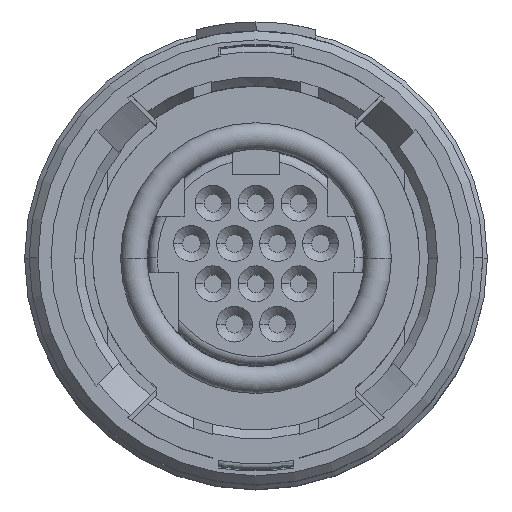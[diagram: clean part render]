
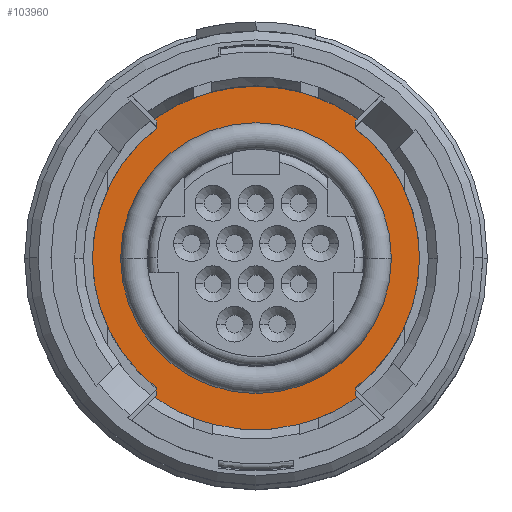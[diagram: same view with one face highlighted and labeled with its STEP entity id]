
A CAD part, top view. The second image highlights one B-rep face of the part: STEP entity #103960.
In plain terms, the highlighted planar face has unit normal (0, 0, 1).
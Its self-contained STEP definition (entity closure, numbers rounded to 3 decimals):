
#36990=CARTESIAN_POINT('',(3.324,-4.597,-7.));
#37000=VERTEX_POINT('',#36990);
#37030=CARTESIAN_POINT('',(3.662,0.,-7.));
#37040=DIRECTION('',(0.073,0.997,0.));
#37050=VECTOR('',#37040,1.);
#37060=LINE('',#37030,#37050);
#37070=CARTESIAN_POINT('',(3.343,-4.336,-7.));
#37080=VERTEX_POINT('',#37070);
#37090=EDGE_CURVE('',#37000,#37080,#37060,.T.);
#38110=CARTESIAN_POINT('',(3.387,-4.659,-7.));
#38120=VERTEX_POINT('',#38110);
#38150=CARTESIAN_POINT('',(0.,-1.273,-7.));
#38160=DIRECTION('',(-0.707,0.707,0.));
#38170=VECTOR('',#38160,1.);
#38180=LINE('',#38150,#38170);
#38190=EDGE_CURVE('',#38120,#37000,#38180,.T.);
#38660=CARTESIAN_POINT('',(-3.324,-4.597,-7.));
#38670=VERTEX_POINT('',#38660);
#38700=CARTESIAN_POINT('',(0.,-1.273,-7.));
#38710=DIRECTION('',(-0.707,-0.707,0.));
#38720=VECTOR('',#38710,1.);
#38730=LINE('',#38700,#38720);
#38740=CARTESIAN_POINT('',(-3.387,-4.659,-7.));
#38750=VERTEX_POINT('',#38740);
#38760=EDGE_CURVE('',#38670,#38750,#38730,.T.);
#48320=CARTESIAN_POINT('',(0.,0.,-7.));
#48330=DIRECTION('',(0.,0.,1.));
#48340=DIRECTION('',(1.,0.,0.));
#48350=AXIS2_PLACEMENT_3D('',#48320,#48330,#48340);
#48360=CIRCLE('',#48350,5.76);
#48370=EDGE_CURVE('',#38750,#38120,#48360,.T.);
#49140=CARTESIAN_POINT('',(-5.475,0.,-7.));
#49150=VERTEX_POINT('',#49140);
#49180=CARTESIAN_POINT('',(0.,0.,-7.));
#49190=DIRECTION('',(0.,0.,1.));
#49200=DIRECTION('',(1.,0.,0.));
#49210=AXIS2_PLACEMENT_3D('',#49180,#49190,#49200);
#49220=CIRCLE('',#49210,5.475);
#49230=CARTESIAN_POINT('',(-3.343,-4.336,-7.));
#49240=VERTEX_POINT('',#49230);
#49250=EDGE_CURVE('',#49150,#49240,#49220,.T.);
#49430=CARTESIAN_POINT('',(0.,0.,-7.));
#49440=DIRECTION('',(0.,0.,1.));
#49450=DIRECTION('',(1.,0.,0.));
#49460=AXIS2_PLACEMENT_3D('',#49430,#49440,#49450);
#49470=CIRCLE('',#49460,5.475);
#49480=CARTESIAN_POINT('',(5.475,0.,-7.));
#49490=VERTEX_POINT('',#49480);
#49500=EDGE_CURVE('',#37080,#49490,#49470,.T.);
#89010=CARTESIAN_POINT('',(3.662,0.,-7.));
#89020=DIRECTION('',(0.073,-0.997,0.));
#89030=VECTOR('',#89020,1.);
#89040=LINE('',#89010,#89030);
#89050=CARTESIAN_POINT('',(3.324,4.597,-7.));
#89060=VERTEX_POINT('',#89050);
#89070=CARTESIAN_POINT('',(3.343,4.336,-7.));
#89080=VERTEX_POINT('',#89070);
#89090=EDGE_CURVE('',#89060,#89080,#89040,.T.);
#92670=CARTESIAN_POINT('',(-3.324,4.597,-7.));
#92680=VERTEX_POINT('',#92670);
#92710=CARTESIAN_POINT('',(-3.662,0.,-7.));
#92720=DIRECTION('',(-0.073,-0.997,0.));
#92730=VECTOR('',#92720,1.);
#92740=LINE('',#92710,#92730);
#92750=CARTESIAN_POINT('',(-3.343,4.336,-7.));
#92760=VERTEX_POINT('',#92750);
#92770=EDGE_CURVE('',#92680,#92760,#92740,.T.);
#93610=CARTESIAN_POINT('',(3.387,4.659,-7.));
#93620=VERTEX_POINT('',#93610);
#94170=CARTESIAN_POINT('',(0.,1.273,-7.));
#94180=DIRECTION('',(0.707,0.707,0.));
#94190=VECTOR('',#94180,1.);
#94200=LINE('',#94170,#94190);
#94210=EDGE_CURVE('',#89060,#93620,#94200,.T.);
#94350=CARTESIAN_POINT('',(-3.387,4.659,-7.));
#94360=VERTEX_POINT('',#94350);
#94700=CARTESIAN_POINT('',(0.,0.,-7.));
#94710=DIRECTION('',(0.,0.,1.));
#94720=DIRECTION('',(1.,0.,0.));
#94730=AXIS2_PLACEMENT_3D('',#94700,#94710,#94720);
#94740=CIRCLE('',#94730,5.76);
#94750=EDGE_CURVE('',#93620,#94360,#94740,.T.);
#95790=CARTESIAN_POINT('',(0.,1.273,-7.));
#95800=DIRECTION('',(0.707,-0.707,0.));
#95810=VECTOR('',#95800,1.);
#95820=LINE('',#95790,#95810);
#95830=EDGE_CURVE('',#94360,#92680,#95820,.T.);
#103470=CARTESIAN_POINT('',(-3.662,0.,-7.));
#103480=DIRECTION('',(0.073,-0.997,0.));
#103490=VECTOR('',#103480,1.);
#103500=LINE('',#103470,#103490);
#103510=EDGE_CURVE('',#49240,#38670,#103500,.T.);
#103580=CARTESIAN_POINT('',(0.75,1.555,-7.));
#103590=DIRECTION('',(0.,0.,-1.));
#103600=DIRECTION('',(-1.,0.,0.));
#103610=AXIS2_PLACEMENT_3D('',#103580,#103590,#103600);
#103620=PLANE('',#103610);
#103630=ORIENTED_EDGE('',*,*,#49500,.T.);
#103640=ORIENTED_EDGE('',*,*,#37090,.T.);
#103650=ORIENTED_EDGE('',*,*,#38190,.T.);
#103660=ORIENTED_EDGE('',*,*,#48370,.T.);
#103670=ORIENTED_EDGE('',*,*,#38760,.T.);
#103680=ORIENTED_EDGE('',*,*,#103510,.T.);
#103690=ORIENTED_EDGE('',*,*,#49250,.T.);
#103700=EDGE_CURVE('',#92760,#49150,#49220,.T.);
#103710=ORIENTED_EDGE('',*,*,#103700,.T.);
#103720=ORIENTED_EDGE('',*,*,#92770,.T.);
#103730=ORIENTED_EDGE('',*,*,#95830,.T.);
#103740=ORIENTED_EDGE('',*,*,#94750,.T.);
#103750=ORIENTED_EDGE('',*,*,#94210,.T.);
#103760=ORIENTED_EDGE('',*,*,#89090,.F.);
#103770=EDGE_CURVE('',#49490,#89080,#49470,.T.);
#103780=ORIENTED_EDGE('',*,*,#103770,.T.);
#103790=EDGE_LOOP('',(#103780,#103760,#103750,#103740,#103730,#103720,
#103710,#103690,#103680,#103670,#103660,#103650,#103640,#103630));
#103800=FACE_OUTER_BOUND('',#103790,.T.);
#103810=CARTESIAN_POINT('',(0.,0.,-7.));
#103820=DIRECTION('',(0.,0.,-1.));
#103830=DIRECTION('',(-1.,0.,0.));
#103840=AXIS2_PLACEMENT_3D('',#103810,#103820,#103830);
#103850=CIRCLE('',#103840,4.15);
#103860=CARTESIAN_POINT('',(-4.15,0.,-7.));
#103870=VERTEX_POINT('',#103860);
#103880=CARTESIAN_POINT('',(4.15,0.,-7.));
#103890=VERTEX_POINT('',#103880);
#103900=EDGE_CURVE('',#103870,#103890,#103850,.T.);
#103910=ORIENTED_EDGE('',*,*,#103900,.T.);
#103920=EDGE_CURVE('',#103890,#103870,#103850,.T.);
#103930=ORIENTED_EDGE('',*,*,#103920,.T.);
#103940=EDGE_LOOP('',(#103930,#103910));
#103950=FACE_BOUND('',#103940,.T.);
#103960=ADVANCED_FACE('',(#103800,#103950),#103620,.F.);
